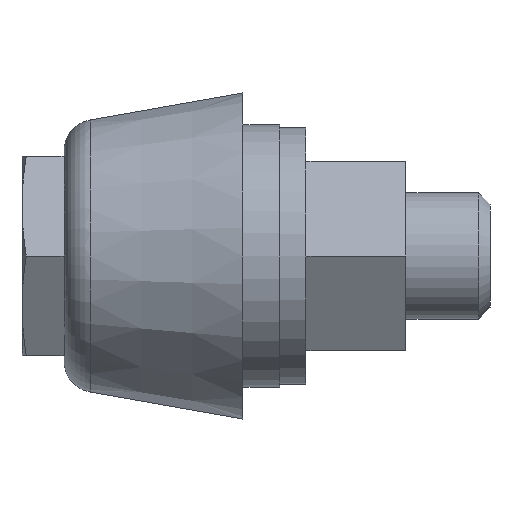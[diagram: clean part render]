
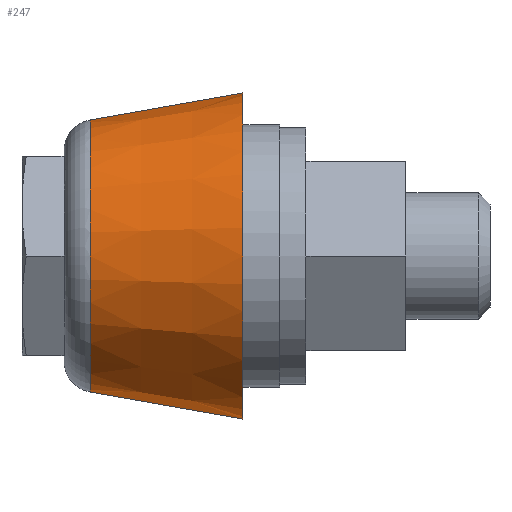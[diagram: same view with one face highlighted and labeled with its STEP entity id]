
A CAD part, front view. The second image highlights one B-rep face of the part: STEP entity #247.
In plain terms, the highlighted conical face has half-angle 10.008 degrees and reference radius 15.5 mm.
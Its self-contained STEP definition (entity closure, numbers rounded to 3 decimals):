
#247 = ADVANCED_FACE( '', ( #529 ), #530, .T. );
#529 = FACE_OUTER_BOUND( '', #830, .T. );
#530 = CONICAL_SURFACE( '', #831, 15.5, 0.175 );
#830 = EDGE_LOOP( '', ( #1462, #1463, #1464, #1465 ) );
#831 = AXIS2_PLACEMENT_3D( '', #1466, #1467, #1468 );
#1462 = ORIENTED_EDGE( '', *, *, #1714, .T. );
#1463 = ORIENTED_EDGE( '', *, *, #1697, .F. );
#1464 = ORIENTED_EDGE( '', *, *, #1894, .F. );
#1465 = ORIENTED_EDGE( '', *, *, #1855, .T. );
#1466 = CARTESIAN_POINT( '', ( 0., 0., 0. ) );
#1467 = DIRECTION( '', ( 1., 0., 0. ) );
#1468 = DIRECTION( '', ( 0., 0., -1. ) );
#1697 = EDGE_CURVE( '', #2008, #2010, #2011, .T. );
#1714 = EDGE_CURVE( '', #2039, #2010, #2040, .T. );
#1855 = EDGE_CURVE( '', #2248, #2039, #2251, .T. );
#1894 = EDGE_CURVE( '', #2248, #2008, #2300, .T. );
#2008 = VERTEX_POINT( '', #2451 );
#2010 = VERTEX_POINT( '', #2454 );
#2011 = LINE( '', #2455, #2456 );
#2039 = VERTEX_POINT( '', #2487 );
#2040 = CIRCLE( '', #2488, 12.937 );
#2248 = VERTEX_POINT( '', #2816 );
#2251 = LINE( '', #2821, #2822 );
#2300 = CIRCLE( '', #2902, 15.5 );
#2451 = CARTESIAN_POINT( '', ( 0., 0., -15.5 ) );
#2454 = CARTESIAN_POINT( '', ( -14.521, 0., -12.937 ) );
#2455 = CARTESIAN_POINT( '', ( 0., 0., -15.5 ) );
#2456 = VECTOR( '', #3043, 1000. );
#2487 = CARTESIAN_POINT( '', ( -14.521, 0., 12.937 ) );
#2488 = AXIS2_PLACEMENT_3D( '', #3077, #3078, #3079 );
#2816 = CARTESIAN_POINT( '', ( 0., 0., 15.5 ) );
#2821 = CARTESIAN_POINT( '', ( 0., 0., 15.5 ) );
#2822 = VECTOR( '', #3234, 1000. );
#2902 = AXIS2_PLACEMENT_3D( '', #3264, #3265, #3266 );
#3043 = DIRECTION( '', ( -0.985, 0., 0.174 ) );
#3077 = CARTESIAN_POINT( '', ( -14.521, 0., 0. ) );
#3078 = DIRECTION( '', ( 1., 0., 0. ) );
#3079 = DIRECTION( '', ( 0., 0., -1. ) );
#3234 = DIRECTION( '', ( -0.985, 0., -0.174 ) );
#3264 = CARTESIAN_POINT( '', ( 0., 0., 0. ) );
#3265 = DIRECTION( '', ( 1., 0., 0. ) );
#3266 = DIRECTION( '', ( 0., 0., -1. ) );
